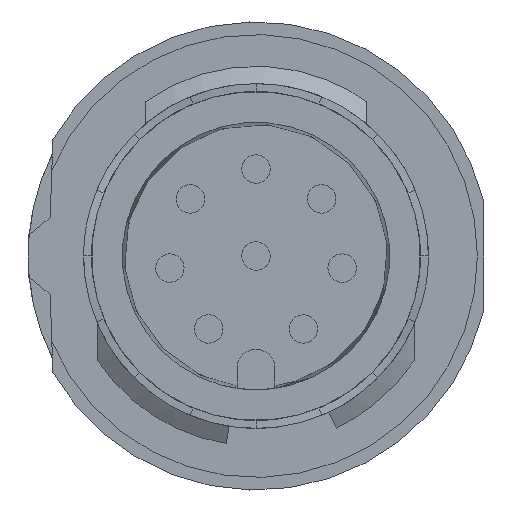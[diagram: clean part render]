
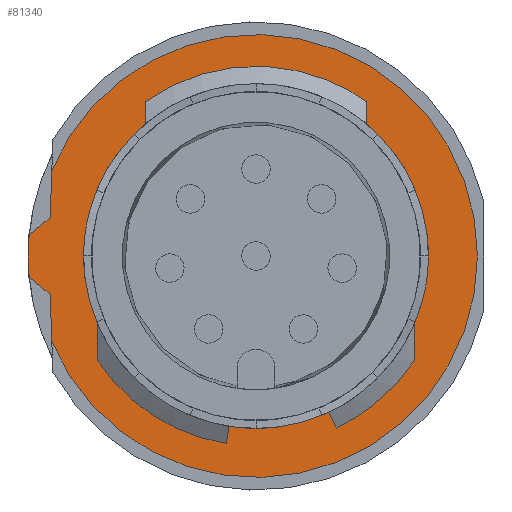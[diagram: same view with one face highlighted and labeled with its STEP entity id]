
A CAD part, left-side view. The second image highlights one B-rep face of the part: STEP entity #81340.
In plain terms, the highlighted planar face has unit normal (-1, 0, 0).
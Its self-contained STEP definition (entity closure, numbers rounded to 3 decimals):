
#78200=CARTESIAN_POINT('',(-37.178,7.2,
0.));
#78210=VERTEX_POINT('',#78200);
#78240=CARTESIAN_POINT('',(-37.178,0.,
0.));
#78250=DIRECTION('',(1.,0.,0.));
#78260=DIRECTION('',(0.,1.,0.));
#78270=AXIS2_PLACEMENT_3D('',#78240,#78250,#78260);
#78280=CIRCLE('',#78270,7.2);
#78290=CARTESIAN_POINT('',(-37.178,7.168,
-0.675));
#78300=VERTEX_POINT('',#78290);
#78310=EDGE_CURVE('',#78300,#78210,#78280,.T.);
#79200=CARTESIAN_POINT('',(-37.178,-6.975,
-12.128));
#79210=DIRECTION('',(0.,0.777,
0.629));
#79220=VECTOR('',#79210,1.);
#79230=LINE('',#79200,#79220);
#79240=CARTESIAN_POINT('',(-37.178,6.507,
-1.21));
#79250=VERTEX_POINT('',#79240);
#79260=EDGE_CURVE('',#79250,#78300,#79230,.T.);
#79530=CARTESIAN_POINT('',(-37.178,6.55,
0.));
#79540=DIRECTION('',(0.,0.035,
0.999));
#79550=VECTOR('',#79540,1.);
#79560=LINE('',#79530,#79550);
#79570=CARTESIAN_POINT('',(-37.178,6.455,
-2.708));
#79580=VERTEX_POINT('',#79570);
#79590=EDGE_CURVE('',#79580,#79250,#79560,.T.);
#80640=CARTESIAN_POINT('',(-37.178,0.,
0.));
#80650=DIRECTION('',(-1.,0.,0.));
#80660=DIRECTION('',(0.,0.,-1.));
#80670=AXIS2_PLACEMENT_3D('',#80640,#80650,#80660);
#80680=CIRCLE('',#80670,7.);
#80690=CARTESIAN_POINT('',(-37.178,6.455,
2.708));
#80700=VERTEX_POINT('',#80690);
#80710=EDGE_CURVE('',#79580,#80700,#80680,.T.);
#80900=CARTESIAN_POINT('',(-37.178,-6.225,
0.));
#80910=DIRECTION('',(-1.,0.,0.));
#80920=DIRECTION('',(0.,0.,-1.));
#80930=AXIS2_PLACEMENT_3D('',#80900,#80910,#80920);
#80940=PLANE('',#80930);
#80950=CARTESIAN_POINT('',(-37.178,0.,
0.));
#80960=DIRECTION('',(1.,0.,0.));
#80970=DIRECTION('',(0.,0.966,
0.259));
#80980=AXIS2_PLACEMENT_3D('',#80950,#80960,#80970);
#80990=CIRCLE('',#80980,5.45);
#81000=CARTESIAN_POINT('',(-37.178,5.264,
1.411));
#81010=VERTEX_POINT('',#81000);
#81020=CARTESIAN_POINT('',(-37.178,-5.264,
-1.411));
#81030=VERTEX_POINT('',#81020);
#81040=EDGE_CURVE('',#81010,#81030,#80990,.T.);
#81050=ORIENTED_EDGE('',*,*,#81040,.T.);
#81060=EDGE_CURVE('',#81030,#81010,#80990,.T.);
#81070=ORIENTED_EDGE('',*,*,#81060,.T.);
#81080=EDGE_LOOP('',(#81070,#81050));
#81090=FACE_BOUND('',#81080,.T.);
#81100=CARTESIAN_POINT('',(-37.178,-6.975,
12.128));
#81110=DIRECTION('',(0.,-0.777,
0.629));
#81120=VECTOR('',#81110,1.);
#81130=LINE('',#81100,#81120);
#81140=CARTESIAN_POINT('',(-37.178,7.168,
0.675));
#81150=VERTEX_POINT('',#81140);
#81160=CARTESIAN_POINT('',(-37.178,6.507,
1.21));
#81170=VERTEX_POINT('',#81160);
#81180=EDGE_CURVE('',#81150,#81170,#81130,.T.);
#81190=ORIENTED_EDGE('',*,*,#81180,.F.);
#81200=CARTESIAN_POINT('',(-37.178,6.55,
0.));
#81210=DIRECTION('',(0.,-0.035,
0.999));
#81220=VECTOR('',#81210,1.);
#81230=LINE('',#81200,#81220);
#81240=EDGE_CURVE('',#81170,#80700,#81230,.T.);
#81250=ORIENTED_EDGE('',*,*,#81240,.F.);
#81260=ORIENTED_EDGE('',*,*,#80710,.T.);
#81270=ORIENTED_EDGE('',*,*,#79590,.F.);
#81280=ORIENTED_EDGE('',*,*,#79260,.F.);
#81290=ORIENTED_EDGE('',*,*,#78310,.F.);
#81300=EDGE_CURVE('',#78210,#81150,#78280,.T.);
#81310=ORIENTED_EDGE('',*,*,#81300,.F.);
#81320=EDGE_LOOP('',(#81310,#81290,#81280,#81270,#81260,#81250,#81190));
#81330=FACE_OUTER_BOUND('',#81320,.T.);
#81340=ADVANCED_FACE('',(#81090,#81330),#80940,.T.);
